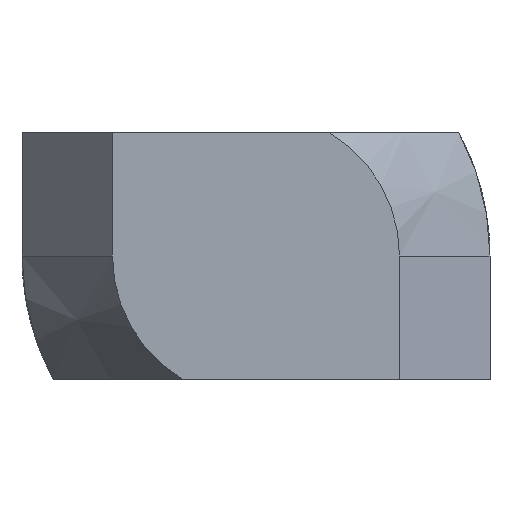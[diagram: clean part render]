
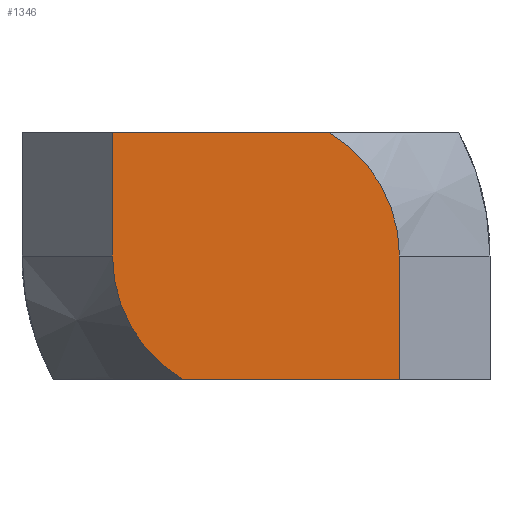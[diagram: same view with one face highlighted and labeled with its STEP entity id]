
A CAD part, front view. The second image highlights one B-rep face of the part: STEP entity #1346.
In plain terms, the highlighted planar face has unit normal (0, -1, 0).
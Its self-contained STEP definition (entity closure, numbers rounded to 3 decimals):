
#32 = DIRECTION ( 'NONE',  ( 0., 0., -1. ) ) ;
#53 = CARTESIAN_POINT ( 'NONE',  ( 0., -2.5, 0. ) ) ;
#73 = DIRECTION ( 'NONE',  ( 0., 0., 1. ) ) ;
#107 = EDGE_CURVE ( 'NONE', #337, #925, #1054, .T. ) ;
#129 = ORIENTED_EDGE ( 'NONE', *, *, #875, .T. ) ;
#150 = EDGE_CURVE ( 'NONE', #1003, #1207, #657, .T. ) ;
#170 = EDGE_CURVE ( 'NONE', #640, #1003, #511, .T. ) ;
#181 = DIRECTION ( 'NONE',  ( 0., 0., 1. ) ) ;
#182 = VECTOR ( 'NONE', #684, 1000. ) ;
#276 = EDGE_LOOP ( 'NONE', ( #1252, #1172, #129, #1105, #1012, #781 ) ) ;
#310 = CARTESIAN_POINT ( 'NONE',  ( 4.6, -2.5, 3.95 ) ) ;
#337 = VERTEX_POINT ( 'NONE', #842 ) ;
#340 = AXIS2_PLACEMENT_3D ( 'NONE', #53, #912, #181 ) ;
#369 = DIRECTION ( 'NONE',  ( 1., 0., 0. ) ) ;
#392 = VECTOR ( 'NONE', #32, 1000. ) ;
#464 = VECTOR ( 'NONE', #1446, 1000. ) ;
#511 = LINE ( 'NONE', #1408, #182 ) ;
#594 = CARTESIAN_POINT ( 'NONE',  ( -2.357, -2.5, -3.95 ) ) ;
#595 = CIRCLE ( 'NONE', #340, 4.6 ) ;
#629 = CARTESIAN_POINT ( 'NONE',  ( -4.6, -2.5, 0. ) ) ;
#640 = VERTEX_POINT ( 'NONE', #808 ) ;
#657 = CIRCLE ( 'NONE', #1202, 4.6 ) ;
#681 = CARTESIAN_POINT ( 'NONE',  ( 0., -2.5, 0. ) ) ;
#684 = DIRECTION ( 'NONE',  ( 0., 0., -1. ) ) ;
#720 = LINE ( 'NONE', #1224, #1327 ) ;
#749 = LINE ( 'NONE', #966, #464 ) ;
#781 = ORIENTED_EDGE ( 'NONE', *, *, #1203, .F. ) ;
#794 = VERTEX_POINT ( 'NONE', #803 ) ;
#803 = CARTESIAN_POINT ( 'NONE',  ( 2.357, -2.5, 3.95 ) ) ;
#808 = CARTESIAN_POINT ( 'NONE',  ( -4.6, -2.5, 3.95 ) ) ;
#813 = PLANE ( 'NONE',  #1465 ) ;
#817 = DIRECTION ( 'NONE',  ( 0., 1., 0. ) ) ;
#842 = CARTESIAN_POINT ( 'NONE',  ( 4.6, -2.5, 0. ) ) ;
#875 = EDGE_CURVE ( 'NONE', #1207, #925, #720, .T. ) ;
#912 = DIRECTION ( 'NONE',  ( 0., 1., 0. ) ) ;
#925 = VERTEX_POINT ( 'NONE', #1467 ) ;
#940 = DIRECTION ( 'NONE',  ( 0., -1., 0. ) ) ;
#966 = CARTESIAN_POINT ( 'NONE',  ( 4.6, -2.5, 3.95 ) ) ;
#1003 = VERTEX_POINT ( 'NONE', #629 ) ;
#1012 = ORIENTED_EDGE ( 'NONE', *, *, #1256, .F. ) ;
#1020 = CARTESIAN_POINT ( 'NONE',  ( 4.6, -2.5, 3.95 ) ) ;
#1054 = LINE ( 'NONE', #1020, #392 ) ;
#1105 = ORIENTED_EDGE ( 'NONE', *, *, #107, .F. ) ;
#1172 = ORIENTED_EDGE ( 'NONE', *, *, #150, .T. ) ;
#1185 = DIRECTION ( 'NONE',  ( 0., 0., 1. ) ) ;
#1202 = AXIS2_PLACEMENT_3D ( 'NONE', #681, #940, #1185 ) ;
#1203 = EDGE_CURVE ( 'NONE', #640, #794, #749, .T. ) ;
#1207 = VERTEX_POINT ( 'NONE', #594 ) ;
#1224 = CARTESIAN_POINT ( 'NONE',  ( 4.6, -2.5, -3.95 ) ) ;
#1252 = ORIENTED_EDGE ( 'NONE', *, *, #170, .T. ) ;
#1256 = EDGE_CURVE ( 'NONE', #794, #337, #595, .T. ) ;
#1327 = VECTOR ( 'NONE', #369, 1000. ) ;
#1346 = ADVANCED_FACE ( 'NONE', ( #1419 ), #813, .F. ) ;
#1408 = CARTESIAN_POINT ( 'NONE',  ( -4.6, -2.5, 3.95 ) ) ;
#1419 = FACE_OUTER_BOUND ( 'NONE', #276, .T. ) ;
#1446 = DIRECTION ( 'NONE',  ( 1., 0., 0. ) ) ;
#1465 = AXIS2_PLACEMENT_3D ( 'NONE', #310, #817, #73 ) ;
#1467 = CARTESIAN_POINT ( 'NONE',  ( 4.6, -2.5, -3.95 ) ) ;
